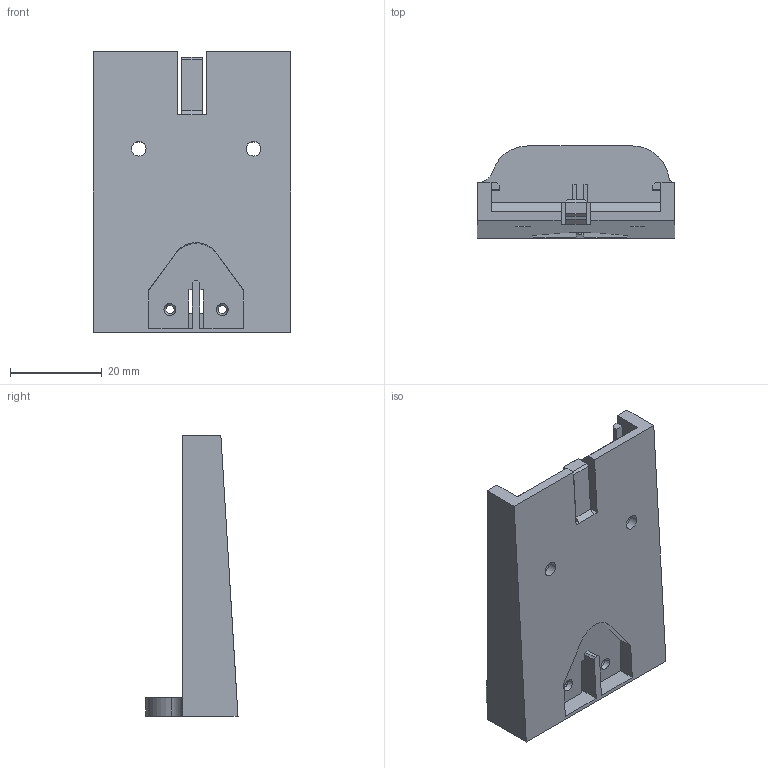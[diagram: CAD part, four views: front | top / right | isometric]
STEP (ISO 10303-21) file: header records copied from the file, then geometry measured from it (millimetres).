
FILE_DESCRIPTION(/* description */ (''),/* implementation_level */ '2;1');
FILE_NAME(/* name */ 'LP-E6 Battery Holder Mount.stp',/* time_stamp */ '2021-10-29T17:04:35+01:00',/* author */ ('isaac879'),/* organization */ (''),/* preprocessor_version */ 'ST-DEVELOPER v18',/* originating_system */ 'Autodesk Inventor 2020',/* authorisation */ '');
FILE_SCHEMA (('AUTOMOTIVE_DESIGN { 1 0 10303 214 3 1 1 }'));
Length unit declared in the file: millimetre
Products named in the file (1): LP-E6 Battery Holder Mount
Bounding box: 43 x 20.03 x 61 mm (x, y, z)
Volume: 17379.8 mm3; surface area: 9360.9 mm2
Topology: 1 solids, 1 shells, 96 faces, 283 edges, 186 vertices
Faces by surface type: plane 83, cylinder 11, cone 2
Full cylindrical faces by diameter (mm): 1.8 x2, 3.2 x2, 6 x2
Entity records: 3222 total; most frequent: ORIENTED_EDGE 566, CARTESIAN_POINT 566, DIRECTION 511, EDGE_CURVE 283, LINE 249, VECTOR 249, VERTEX_POINT 186, AXIS2_PLACEMENT_3D 131
